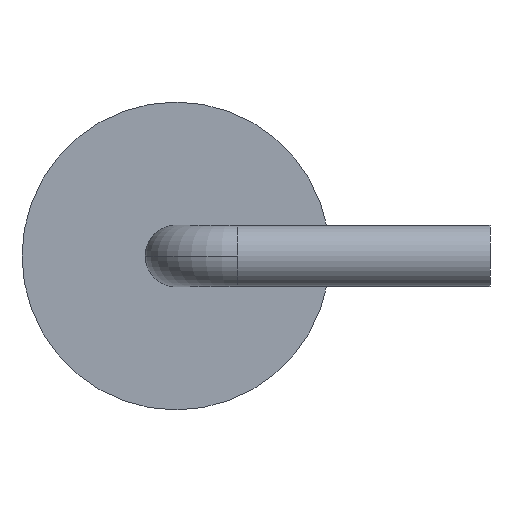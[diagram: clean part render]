
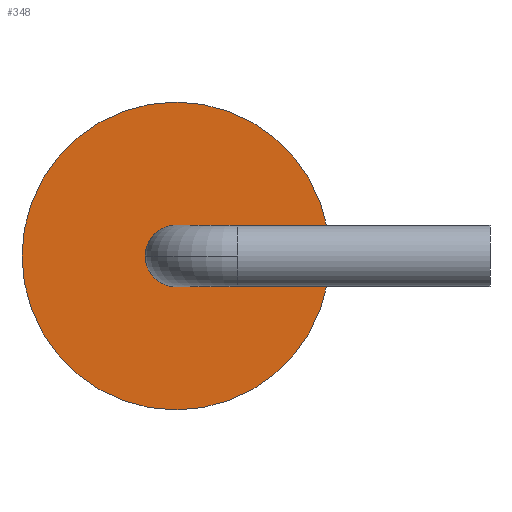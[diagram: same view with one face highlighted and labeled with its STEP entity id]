
A CAD part, left-side view. The second image highlights one B-rep face of the part: STEP entity #348.
In plain terms, the highlighted planar face has unit normal (-1, 0, 0).
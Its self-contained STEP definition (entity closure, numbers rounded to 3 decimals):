
#4 = CARTESIAN_POINT ( 'NONE',  ( -4.5, 0., -0.5 ) ) ;
#23 = EDGE_CURVE ( 'NONE', #827, #485, #115, .T. ) ;
#30 = CARTESIAN_POINT ( 'NONE',  ( -4.5, 0., 0. ) ) ;
#115 = CIRCLE ( 'NONE', #284, 2.5 ) ;
#160 = AXIS2_PLACEMENT_3D ( 'NONE', #204, #671, #592 ) ;
#175 = VERTEX_POINT ( 'NONE', #341 ) ;
#204 = CARTESIAN_POINT ( 'NONE',  ( -4.5, 0., 0. ) ) ;
#212 = AXIS2_PLACEMENT_3D ( 'NONE', #417, #608, #295 ) ;
#246 = ORIENTED_EDGE ( 'NONE', *, *, #292, .F. ) ;
#278 = FACE_OUTER_BOUND ( 'NONE', #568, .T. ) ;
#284 = AXIS2_PLACEMENT_3D ( 'NONE', #321, #774, #581 ) ;
#287 = VERTEX_POINT ( 'NONE', #4 ) ;
#292 = EDGE_CURVE ( 'NONE', #175, #287, #795, .T. ) ;
#295 = DIRECTION ( 'NONE',  ( 0., 0., -1. ) ) ;
#320 = DIRECTION ( 'NONE',  ( 0., 0., -1. ) ) ;
#321 = CARTESIAN_POINT ( 'NONE',  ( -4.5, 0., 0. ) ) ;
#327 = EDGE_LOOP ( 'NONE', ( #246, #819 ) ) ;
#341 = CARTESIAN_POINT ( 'NONE',  ( -4.5, 0., 0.5 ) ) ;
#348 = ADVANCED_FACE ( 'NONE', ( #432, #278 ), #371, .F. ) ;
#349 = CARTESIAN_POINT ( 'NONE',  ( -4.5, 0., -2.5 ) ) ;
#371 = PLANE ( 'NONE',  #760 ) ;
#380 = EDGE_CURVE ( 'NONE', #287, #175, #427, .T. ) ;
#417 = CARTESIAN_POINT ( 'NONE',  ( -4.5, 0., 0. ) ) ;
#427 = CIRCLE ( 'NONE', #832, 0.5 ) ;
#432 = FACE_BOUND ( 'NONE', #327, .T. ) ;
#485 = VERTEX_POINT ( 'NONE', #349 ) ;
#568 = EDGE_LOOP ( 'NONE', ( #670, #704 ) ) ;
#581 = DIRECTION ( 'NONE',  ( 0., 0., -1. ) ) ;
#592 = DIRECTION ( 'NONE',  ( 0., 0., -1. ) ) ;
#608 = DIRECTION ( 'NONE',  ( -1., 0., 0. ) ) ;
#670 = ORIENTED_EDGE ( 'NONE', *, *, #817, .F. ) ;
#671 = DIRECTION ( 'NONE',  ( 1., 0., 0. ) ) ;
#704 = ORIENTED_EDGE ( 'NONE', *, *, #23, .F. ) ;
#715 = DIRECTION ( 'NONE',  ( -1., 0., 0. ) ) ;
#716 = CARTESIAN_POINT ( 'NONE',  ( -4.5, 0., 0. ) ) ;
#717 = DIRECTION ( 'NONE',  ( 1., 0., 0. ) ) ;
#726 = CARTESIAN_POINT ( 'NONE',  ( -4.5, 0., 2.5 ) ) ;
#750 = CIRCLE ( 'NONE', #160, 2.5 ) ;
#760 = AXIS2_PLACEMENT_3D ( 'NONE', #30, #717, #771 ) ;
#771 = DIRECTION ( 'NONE',  ( 0., 0., -1. ) ) ;
#774 = DIRECTION ( 'NONE',  ( 1., 0., 0. ) ) ;
#795 = CIRCLE ( 'NONE', #212, 0.5 ) ;
#817 = EDGE_CURVE ( 'NONE', #485, #827, #750, .T. ) ;
#819 = ORIENTED_EDGE ( 'NONE', *, *, #380, .F. ) ;
#827 = VERTEX_POINT ( 'NONE', #726 ) ;
#832 = AXIS2_PLACEMENT_3D ( 'NONE', #716, #715, #320 ) ;
